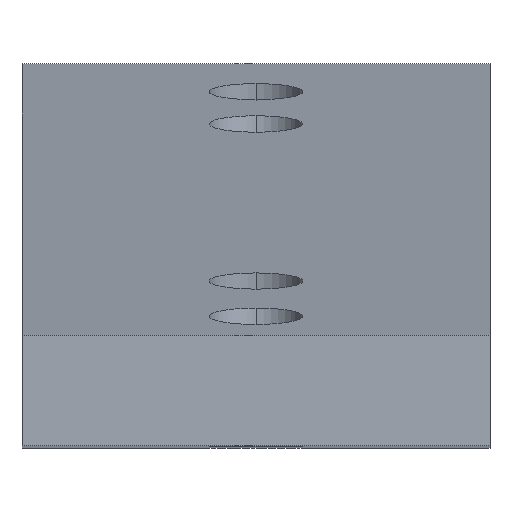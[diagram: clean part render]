
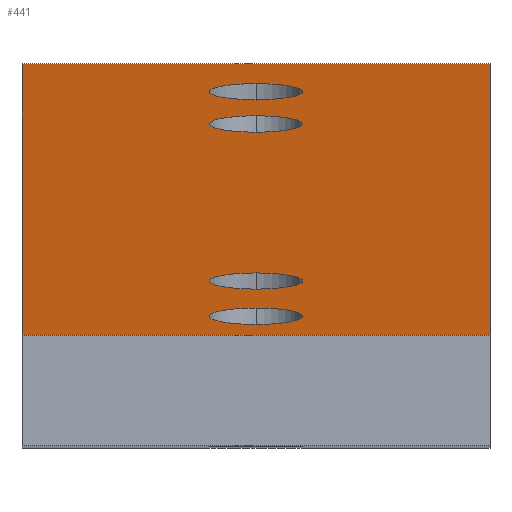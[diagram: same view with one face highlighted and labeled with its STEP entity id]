
A CAD part, top view. The second image highlights one B-rep face of the part: STEP entity #441.
In plain terms, the highlighted planar face has unit normal (0, 0.985, 0.174).
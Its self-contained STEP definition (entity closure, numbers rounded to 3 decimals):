
#29 = CARTESIAN_POINT ( 'NONE',  ( 0., 26.476, -104.784 ) ) ;
#32 = CIRCLE ( 'NONE', #155, 3.4 ) ;
#35 = CARTESIAN_POINT ( 'NONE',  ( 17., 27.925, -113. ) ) ;
#36 = EDGE_CURVE ( 'NONE', #396, #219, #611, .T. ) ;
#39 = DIRECTION ( 'NONE',  ( 0., 0.985, 0.174 ) ) ;
#49 = CARTESIAN_POINT ( 'NONE',  ( 0., 8.811, -4.6 ) ) ;
#63 = CARTESIAN_POINT ( 'NONE',  ( 17., 27.925, -113. ) ) ;
#70 = CARTESIAN_POINT ( 'NONE',  ( 0., 10.01, -11.4 ) ) ;
#80 = DIRECTION ( 'NONE',  ( 0., -0.174, 0.985 ) ) ;
#83 = DIRECTION ( 'NONE',  ( 0., -0.174, 0.985 ) ) ;
#92 = DIRECTION ( 'NONE',  ( 0., -0.174, 0.985 ) ) ;
#93 = CARTESIAN_POINT ( 'NONE',  ( 17., 8., 0. ) ) ;
#95 = ORIENTED_EDGE ( 'NONE', *, *, #178, .T. ) ;
#99 = CARTESIAN_POINT ( 'NONE',  ( 6.8, 24.116, -91.4 ) ) ;
#104 = CARTESIAN_POINT ( 'NONE',  ( -6.8, 8.811, -4.6 ) ) ;
#106 = VERTEX_POINT ( 'NONE', #539 ) ;
#107 = EDGE_CURVE ( 'NONE', #396, #260, #440, .T. ) ;
#108 = AXIS2_PLACEMENT_3D ( 'NONE', #344, #39, #92 ) ;
#117 = EDGE_LOOP ( 'NONE', ( #146, #430 ) ) ;
#119 = CIRCLE ( 'NONE', #523, 3.4 ) ;
#121 = CARTESIAN_POINT ( 'NONE',  ( 0., 25.886, -101.436 ) ) ;
#134 = DIRECTION ( 'NONE',  ( 0., -0.174, 0.985 ) ) ;
#143 = CARTESIAN_POINT ( 'NONE',  ( 0., 8.811, -4.6 ) ) ;
#146 = ORIENTED_EDGE ( 'NONE', *, *, #488, .T. ) ;
#155 = AXIS2_PLACEMENT_3D ( 'NONE', #583, #479, #83 ) ;
#159 = ORIENTED_EDGE ( 'NONE', *, *, #36, .T. ) ;
#160 = EDGE_CURVE ( 'NONE', #475, #585, #32, .T. ) ;
#163 =( BOUNDED_CURVE ( )  B_SPLINE_CURVE ( 3, ( #413, #99, #302, #205 ),
 .UNSPECIFIED., .F., .T. ) 
 B_SPLINE_CURVE_WITH_KNOTS ( ( 4, 4 ),
 ( 3.142, 6.283 ),
 .UNSPECIFIED. ) 
 CURVE ( )  GEOMETRIC_REPRESENTATION_ITEM ( )  RATIONAL_B_SPLINE_CURVE ( ( 1., 0.333, 0.333, 1. ) ) 
 REPRESENTATION_ITEM ( '' )  );
#178 = EDGE_CURVE ( 'NONE', #219, #250, #193, .T. ) ;
#193 = LINE ( 'NONE', #393, #468 ) ;
#194 = CARTESIAN_POINT ( 'NONE',  ( 0., 24.116, -91.4 ) ) ;
#201 = DIRECTION ( 'NONE',  ( -1., 0., 0. ) ) ;
#203 = CARTESIAN_POINT ( 'NONE',  ( -17., 8., 0. ) ) ;
#205 = CARTESIAN_POINT ( 'NONE',  ( 0., 22.917, -84.6 ) ) ;
#209 = VERTEX_POINT ( 'NONE', #143 ) ;
#218 = DIRECTION ( 'NONE',  ( 0., 0.985, 0.174 ) ) ;
#219 = VERTEX_POINT ( 'NONE', #546 ) ;
#231 = ORIENTED_EDGE ( 'NONE', *, *, #107, .F. ) ;
#233 = CARTESIAN_POINT ( 'NONE',  ( -6.8, 22.917, -84.6 ) ) ;
#236 = AXIS2_PLACEMENT_3D ( 'NONE', #35, #450, #635 ) ;
#242 = FACE_BOUND ( 'NONE', #117, .T. ) ;
#244 =( BOUNDED_CURVE ( )  B_SPLINE_CURVE ( 3, ( #49, #104, #262, #70 ),
 .UNSPECIFIED., .F., .F. ) 
 B_SPLINE_CURVE_WITH_KNOTS ( ( 4, 4 ),
 ( 0., 3.142 ),
 .UNSPECIFIED. ) 
 CURVE ( )  GEOMETRIC_REPRESENTATION_ITEM ( )  RATIONAL_B_SPLINE_CURVE ( ( 1., 0.333, 0.333, 1. ) ) 
 REPRESENTATION_ITEM ( '' )  );
#246 = PLANE ( 'NONE',  #236 ) ;
#250 = VERTEX_POINT ( 'NONE', #203 ) ;
#259 = AXIS2_PLACEMENT_3D ( 'NONE', #121, #218, #620 ) ;
#260 = VERTEX_POINT ( 'NONE', #93 ) ;
#262 = CARTESIAN_POINT ( 'NONE',  ( -6.8, 10.01, -11.4 ) ) ;
#276 = DIRECTION ( 'NONE',  ( 0., -0.174, 0.985 ) ) ;
#277 = ORIENTED_EDGE ( 'NONE', *, *, #160, .F. ) ;
#286 = EDGE_CURVE ( 'NONE', #106, #358, #541, .T. ) ;
#291 = CARTESIAN_POINT ( 'NONE',  ( 6.8, 10.01, -11.4 ) ) ;
#298 = ORIENTED_EDGE ( 'NONE', *, *, #605, .T. ) ;
#302 = CARTESIAN_POINT ( 'NONE',  ( 6.8, 22.917, -84.6 ) ) ;
#314 = CARTESIAN_POINT ( 'NONE',  ( 17., 8., 0. ) ) ;
#315 = CIRCLE ( 'NONE', #108, 3.4 ) ;
#322 = EDGE_LOOP ( 'NONE', ( #568, #377 ) ) ;
#330 = CARTESIAN_POINT ( 'NONE',  ( 0., 12.584, -25.999 ) ) ;
#336 = CARTESIAN_POINT ( 'NONE',  ( 0., 11.994, -22.651 ) ) ;
#337 = ORIENTED_EDGE ( 'NONE', *, *, #505, .F. ) ;
#344 = CARTESIAN_POINT ( 'NONE',  ( 0., 25.886, -101.436 ) ) ;
#348 = FACE_OUTER_BOUND ( 'NONE', #532, .T. ) ;
#350 = CARTESIAN_POINT ( 'NONE',  ( 0., 24.116, -91.4 ) ) ;
#353 = CARTESIAN_POINT ( 'NONE',  ( 0., 11.404, -19.303 ) ) ;
#356 = LINE ( 'NONE', #314, #357 ) ;
#357 = VECTOR ( 'NONE', #201, 1000. ) ;
#358 = VERTEX_POINT ( 'NONE', #350 ) ;
#373 = DIRECTION ( 'NONE',  ( 0., 0.985, 0.174 ) ) ;
#377 = ORIENTED_EDGE ( 'NONE', *, *, #529, .F. ) ;
#393 = CARTESIAN_POINT ( 'NONE',  ( -17., 27.925, -113. ) ) ;
#396 = VERTEX_POINT ( 'NONE', #497 ) ;
#404 = VERTEX_POINT ( 'NONE', #29 ) ;
#413 = CARTESIAN_POINT ( 'NONE',  ( 0., 24.116, -91.4 ) ) ;
#414 = EDGE_CURVE ( 'NONE', #506, #404, #315, .T. ) ;
#430 = ORIENTED_EDGE ( 'NONE', *, *, #286, .T. ) ;
#437 = CARTESIAN_POINT ( 'NONE',  ( 17., 27.925, -113. ) ) ;
#438 = CARTESIAN_POINT ( 'NONE',  ( 6.8, 8.811, -4.6 ) ) ;
#440 = LINE ( 'NONE', #437, #493 ) ;
#441 = ADVANCED_FACE ( 'NONE', ( #535, #242, #540, #494, #348 ), #246, .F. ) ;
#450 = DIRECTION ( 'NONE',  ( 0., -0.985, -0.174 ) ) ;
#454 = ORIENTED_EDGE ( 'NONE', *, *, #569, .F. ) ;
#468 = VECTOR ( 'NONE', #80, 1000. ) ;
#469 = CARTESIAN_POINT ( 'NONE',  ( 0., 10.01, -11.4 ) ) ;
#475 = VERTEX_POINT ( 'NONE', #353 ) ;
#479 = DIRECTION ( 'NONE',  ( 0., 0.985, 0.174 ) ) ;
#482 = CARTESIAN_POINT ( 'NONE',  ( 0., 10.01, -11.4 ) ) ;
#483 = CARTESIAN_POINT ( 'NONE',  ( 0., 22.917, -84.6 ) ) ;
#488 = EDGE_CURVE ( 'NONE', #358, #106, #163, .T. ) ;
#493 = VECTOR ( 'NONE', #134, 1000. ) ;
#494 = FACE_BOUND ( 'NONE', #322, .T. ) ;
#497 = CARTESIAN_POINT ( 'NONE',  ( 17., 27.925, -113. ) ) ;
#501 = CIRCLE ( 'NONE', #259, 3.4 ) ;
#505 = EDGE_CURVE ( 'NONE', #260, #250, #356, .T. ) ;
#506 = VERTEX_POINT ( 'NONE', #551 ) ;
#507 = EDGE_CURVE ( 'NONE', #209, #564, #244, .T. ) ;
#515 =( BOUNDED_CURVE ( )  B_SPLINE_CURVE ( 3, ( #482, #291, #438, #534 ),
 .UNSPECIFIED., .F., .T. ) 
 B_SPLINE_CURVE_WITH_KNOTS ( ( 4, 4 ),
 ( 3.142, 6.283 ),
 .UNSPECIFIED. ) 
 CURVE ( )  GEOMETRIC_REPRESENTATION_ITEM ( )  RATIONAL_B_SPLINE_CURVE ( ( 1., 0.333, 0.333, 1. ) ) 
 REPRESENTATION_ITEM ( '' )  );
#523 = AXIS2_PLACEMENT_3D ( 'NONE', #336, #373, #276 ) ;
#529 = EDGE_CURVE ( 'NONE', #404, #506, #501, .T. ) ;
#532 = EDGE_LOOP ( 'NONE', ( #95, #337, #231, #159 ) ) ;
#534 = CARTESIAN_POINT ( 'NONE',  ( 0., 8.811, -4.6 ) ) ;
#535 = FACE_BOUND ( 'NONE', #609, .T. ) ;
#539 = CARTESIAN_POINT ( 'NONE',  ( 0., 22.917, -84.6 ) ) ;
#540 = FACE_BOUND ( 'NONE', #572, .T. ) ;
#541 =( BOUNDED_CURVE ( )  B_SPLINE_CURVE ( 3, ( #483, #233, #594, #194 ),
 .UNSPECIFIED., .F., .T. ) 
 B_SPLINE_CURVE_WITH_KNOTS ( ( 4, 4 ),
 ( 0., 3.142 ),
 .UNSPECIFIED. ) 
 CURVE ( )  GEOMETRIC_REPRESENTATION_ITEM ( )  RATIONAL_B_SPLINE_CURVE ( ( 1., 0.333, 0.333, 1. ) ) 
 REPRESENTATION_ITEM ( '' )  );
#546 = CARTESIAN_POINT ( 'NONE',  ( -17., 27.925, -113. ) ) ;
#551 = CARTESIAN_POINT ( 'NONE',  ( 0., 25.295, -98.087 ) ) ;
#558 = DIRECTION ( 'NONE',  ( -1., 0., 0. ) ) ;
#564 = VERTEX_POINT ( 'NONE', #469 ) ;
#568 = ORIENTED_EDGE ( 'NONE', *, *, #414, .F. ) ;
#569 = EDGE_CURVE ( 'NONE', #585, #475, #119, .T. ) ;
#572 = EDGE_LOOP ( 'NONE', ( #277, #454 ) ) ;
#583 = CARTESIAN_POINT ( 'NONE',  ( 0., 11.994, -22.651 ) ) ;
#585 = VERTEX_POINT ( 'NONE', #330 ) ;
#593 = VECTOR ( 'NONE', #558, 1000. ) ;
#594 = CARTESIAN_POINT ( 'NONE',  ( -6.8, 24.116, -91.4 ) ) ;
#605 = EDGE_CURVE ( 'NONE', #564, #209, #515, .T. ) ;
#609 = EDGE_LOOP ( 'NONE', ( #298, #621 ) ) ;
#611 = LINE ( 'NONE', #63, #593 ) ;
#620 = DIRECTION ( 'NONE',  ( 0., -0.174, 0.985 ) ) ;
#621 = ORIENTED_EDGE ( 'NONE', *, *, #507, .T. ) ;
#635 = DIRECTION ( 'NONE',  ( 0., 0.174, -0.985 ) ) ;
